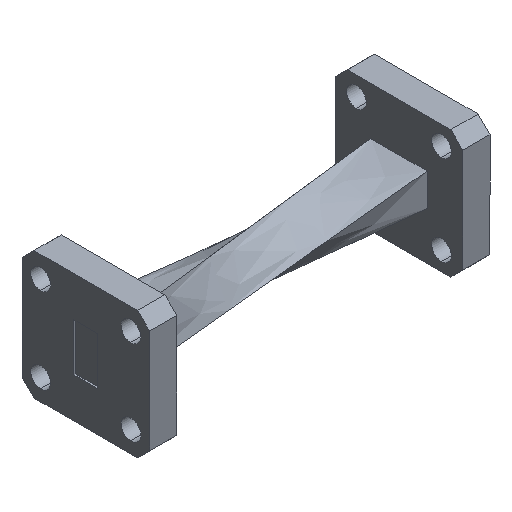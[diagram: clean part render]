
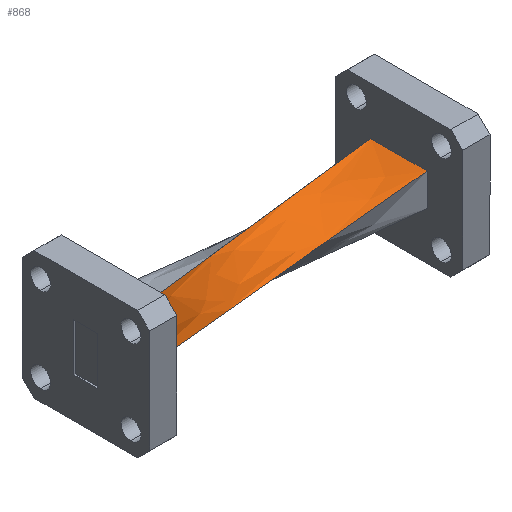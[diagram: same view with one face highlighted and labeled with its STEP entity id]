
A CAD part, isometric view. The second image highlights one B-rep face of the part: STEP entity #868.
In plain terms, the highlighted free-form (B-spline) face has degree [3, 1] with [6, 2] control points.
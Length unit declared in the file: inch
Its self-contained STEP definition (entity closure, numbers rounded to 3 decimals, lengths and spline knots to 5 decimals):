
#20 = VERTEX_POINT ( 'NONE', #580 ) ;
#34 = CARTESIAN_POINT ( 'NONE',  ( -1.68, -0.095, -0.165 ) ) ;
#57 = CARTESIAN_POINT ( 'NONE',  ( 0., 0.055, 0.095 ) ) ;
#120 = EDGE_LOOP ( 'NONE', ( #380, #398, #787, #883 ) ) ;
#231 = FACE_OUTER_BOUND ( 'NONE', #120, .T. ) ;
#303 = CARTESIAN_POINT ( 'NONE',  ( -1.68, -0.095, -0.055 ) ) ;
#380 = ORIENTED_EDGE ( 'NONE', *, *, #1266, .F. ) ;
#398 = ORIENTED_EDGE ( 'NONE', *, *, #1657, .T. ) ;
#424 = DIRECTION ( 'NONE',  ( 0., 1., 0. ) ) ;
#508 = DIRECTION ( 'NONE',  ( 0., 0., 1. ) ) ;
#580 = CARTESIAN_POINT ( 'NONE',  ( 0., -0.165, 0.095 ) ) ;
#597 = VECTOR ( 'NONE', #508, 39.37008 ) ;
#639 = VECTOR ( 'NONE', #762, 39.37008 ) ;
#645 = VERTEX_POINT ( 'NONE', #34 ) ;
#661 = LINE ( 'NONE', #754, #597 ) ;
#678 = VERTEX_POINT ( 'NONE', #955 ) ;
#701 = CARTESIAN_POINT ( 'NONE',  ( 0., 0.165, 0.095 ) ) ;
#706 = CARTESIAN_POINT ( 'NONE',  ( -1.68, -0.095, -0.11 ) ) ;
#713 = CARTESIAN_POINT ( 'NONE',  ( 0., -0.165, 0.095 ) ) ;
#754 = CARTESIAN_POINT ( 'NONE',  ( -1.68, -0.095, -0.165 ) ) ;
#761 = CARTESIAN_POINT ( 'NONE',  ( -1.68, -0.095, 0.165 ) ) ;
#762 = DIRECTION ( 'NONE',  ( 0.987, 0.153, -0.041 ) ) ;
#787 = ORIENTED_EDGE ( 'NONE', *, *, #1408, .T. ) ;
#790 = VECTOR ( 'NONE', #424, 39.37008 ) ;
#791 = CARTESIAN_POINT ( 'NONE',  ( 0., -0.165, 0.095 ) ) ;
#842 = CARTESIAN_POINT ( 'NONE',  ( 0., -0.11, 0.095 ) ) ;
#852 = CARTESIAN_POINT ( 'NONE',  ( -1.68, -0.095, 0.055 ) ) ;
#868 = ADVANCED_FACE ( 'NONE', ( #231 ), #965, .T. ) ;
#883 = ORIENTED_EDGE ( 'NONE', *, *, #1573, .F. ) ;
#955 = CARTESIAN_POINT ( 'NONE',  ( 0., 0.165, 0.095 ) ) ;
#965 = B_SPLINE_SURFACE_WITH_KNOTS ( 'NONE', 3, 1, ( 
 ( #1497, #701 ),
 ( #1509, #980 ),
 ( #852, #57 ),
 ( #303, #1620 ),
 ( #706, #842 ),
 ( #1122, #713 ) ),
 .UNSPECIFIED., .F., .F., .F.,
 ( 4, 2, 4 ),
 ( 2, 2 ),
 ( 0., 0.5, 1. ),
 ( 0., 1. ),
 .UNSPECIFIED. ) ;
#980 = CARTESIAN_POINT ( 'NONE',  ( 0., 0.11, 0.095 ) ) ;
#1044 = DIRECTION ( 'NONE',  ( 0.987, -0.041, 0.153 ) ) ;
#1122 = CARTESIAN_POINT ( 'NONE',  ( -1.68, -0.095, -0.165 ) ) ;
#1177 = LINE ( 'NONE', #1300, #639 ) ;
#1187 = CARTESIAN_POINT ( 'NONE',  ( -0.84, -0.13, -0.035 ) ) ;
#1215 = LINE ( 'NONE', #1187, #1695 ) ;
#1266 = EDGE_CURVE ( 'NONE', #645, #1325, #661, .T. ) ;
#1300 = CARTESIAN_POINT ( 'NONE',  ( -0.84, 0.035, 0.13 ) ) ;
#1325 = VERTEX_POINT ( 'NONE', #761 ) ;
#1408 = EDGE_CURVE ( 'NONE', #20, #678, #1606, .T. ) ;
#1497 = CARTESIAN_POINT ( 'NONE',  ( -1.68, -0.095, 0.165 ) ) ;
#1509 = CARTESIAN_POINT ( 'NONE',  ( -1.68, -0.095, 0.11 ) ) ;
#1573 = EDGE_CURVE ( 'NONE', #1325, #678, #1177, .T. ) ;
#1606 = LINE ( 'NONE', #791, #790 ) ;
#1620 = CARTESIAN_POINT ( 'NONE',  ( 0., -0.055, 0.095 ) ) ;
#1657 = EDGE_CURVE ( 'NONE', #645, #20, #1215, .T. ) ;
#1695 = VECTOR ( 'NONE', #1044, 39.37008 ) ;
